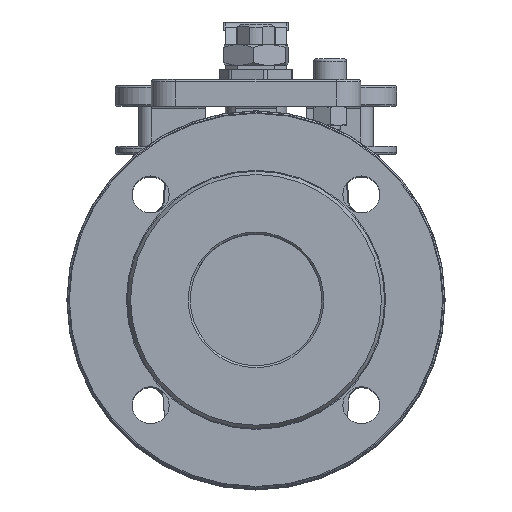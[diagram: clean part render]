
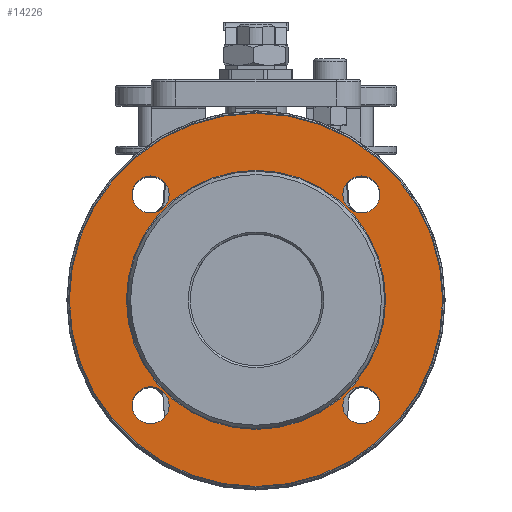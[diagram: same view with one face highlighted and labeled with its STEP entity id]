
A CAD part, top view. The second image highlights one B-rep face of the part: STEP entity #14226.
In plain terms, the highlighted planar face has unit normal (0, 0, 1).
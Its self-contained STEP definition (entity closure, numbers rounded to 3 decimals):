
#1008=FACE_BOUND('',#2351,.T.);
#1009=FACE_BOUND('',#2352,.T.);
#1010=FACE_BOUND('',#2353,.T.);
#1011=FACE_BOUND('',#2354,.T.);
#1012=FACE_BOUND('',#2355,.T.);
#1468=FACE_OUTER_BOUND('',#2350,.T.);
#2350=EDGE_LOOP('',(#10945));
#2351=EDGE_LOOP('',(#10946));
#2352=EDGE_LOOP('',(#10947));
#2353=EDGE_LOOP('',(#10948));
#2354=EDGE_LOOP('',(#10949));
#2355=EDGE_LOOP('',(#10950));
#3246=CIRCLE('',#15702,63.021);
#3250=CIRCLE('',#15707,90.793);
#3251=CIRCLE('',#15708,9.);
#3252=CIRCLE('',#15709,9.);
#3253=CIRCLE('',#15710,9.);
#3254=CIRCLE('',#15711,9.);
#6168=VERTEX_POINT('',#24869);
#6171=VERTEX_POINT('',#24877);
#6172=VERTEX_POINT('',#24879);
#6173=VERTEX_POINT('',#24881);
#6174=VERTEX_POINT('',#24883);
#6175=VERTEX_POINT('',#24885);
#7844=EDGE_CURVE('',#6168,#6168,#3246,.T.);
#7848=EDGE_CURVE('',#6171,#6171,#3250,.T.);
#7849=EDGE_CURVE('',#6172,#6172,#3251,.T.);
#7850=EDGE_CURVE('',#6173,#6173,#3252,.T.);
#7851=EDGE_CURVE('',#6174,#6174,#3253,.T.);
#7852=EDGE_CURVE('',#6175,#6175,#3254,.T.);
#10945=ORIENTED_EDGE('',*,*,#7848,.F.);
#10946=ORIENTED_EDGE('',*,*,#7849,.T.);
#10947=ORIENTED_EDGE('',*,*,#7850,.T.);
#10948=ORIENTED_EDGE('',*,*,#7851,.T.);
#10949=ORIENTED_EDGE('',*,*,#7852,.T.);
#10950=ORIENTED_EDGE('',*,*,#7844,.F.);
#12943=PLANE('',#15706);
#14226=ADVANCED_FACE('',(#1468,#1008,#1009,#1010,#1011,#1012),#12943,.T.);
#15702=AXIS2_PLACEMENT_3D('',#24870,#18615,#18616);
#15706=AXIS2_PLACEMENT_3D('',#24876,#18623,#18624);
#15707=AXIS2_PLACEMENT_3D('',#24878,#18625,#18626);
#15708=AXIS2_PLACEMENT_3D('',#24880,#18627,#18628);
#15709=AXIS2_PLACEMENT_3D('',#24882,#18629,#18630);
#15710=AXIS2_PLACEMENT_3D('',#24884,#18631,#18632);
#15711=AXIS2_PLACEMENT_3D('',#24886,#18633,#18634);
#18615=DIRECTION('center_axis',(0.,0.,1.));
#18616=DIRECTION('ref_axis',(-1.,0.,0.));
#18623=DIRECTION('center_axis',(0.,0.,1.));
#18624=DIRECTION('ref_axis',(1.,0.,0.));
#18625=DIRECTION('center_axis',(0.,0.,-1.));
#18626=DIRECTION('ref_axis',(-1.,0.,0.));
#18627=DIRECTION('center_axis',(0.,0.,-1.));
#18628=DIRECTION('ref_axis',(-1.,0.,0.));
#18629=DIRECTION('center_axis',(0.,0.,-1.));
#18630=DIRECTION('ref_axis',(-1.,0.,0.));
#18631=DIRECTION('center_axis',(0.,0.,-1.));
#18632=DIRECTION('ref_axis',(-1.,0.,0.));
#18633=DIRECTION('center_axis',(0.,0.,-1.));
#18634=DIRECTION('ref_axis',(-1.,0.,0.));
#24869=CARTESIAN_POINT('',(-63.021,0.,142.));
#24870=CARTESIAN_POINT('Origin',(0.,0.,142.));
#24876=CARTESIAN_POINT('Origin',(0.,0.,142.));
#24877=CARTESIAN_POINT('',(90.793,0.,142.));
#24878=CARTESIAN_POINT('Origin',(0.,0.,142.));
#24879=CARTESIAN_POINT('',(60.265,-51.265,142.));
#24880=CARTESIAN_POINT('Origin',(51.265,-51.265,142.));
#24881=CARTESIAN_POINT('',(60.265,51.265,142.));
#24882=CARTESIAN_POINT('Origin',(51.265,51.265,142.));
#24883=CARTESIAN_POINT('',(-42.265,51.265,142.));
#24884=CARTESIAN_POINT('Origin',(-51.265,51.265,142.));
#24885=CARTESIAN_POINT('',(-42.265,-51.265,142.));
#24886=CARTESIAN_POINT('Origin',(-51.265,-51.265,142.));
